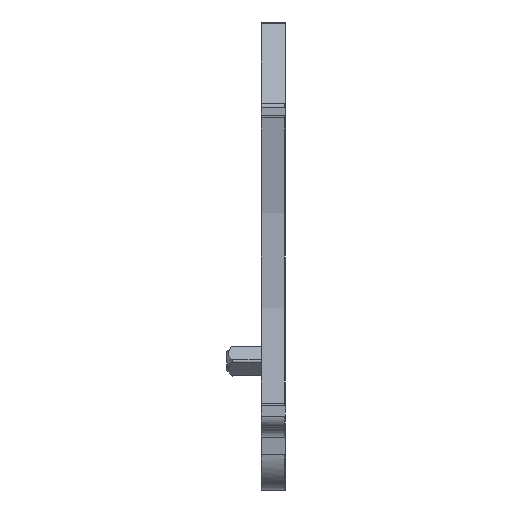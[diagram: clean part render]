
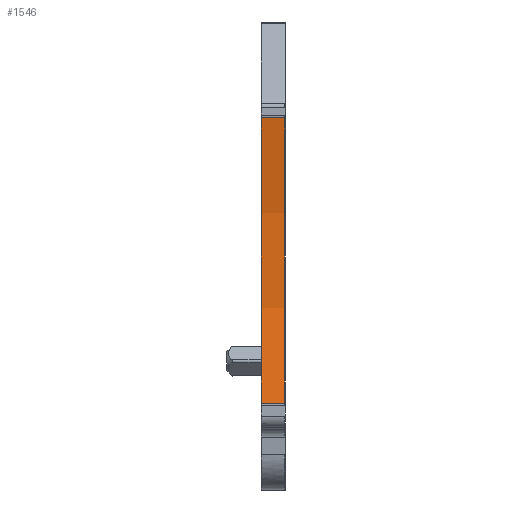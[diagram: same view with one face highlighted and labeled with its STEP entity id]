
A CAD part, front view. The second image highlights one B-rep face of the part: STEP entity #1546.
In plain terms, the highlighted cylindrical face has radius 52.477 mm (diameter 104.953 mm), a partial arc.
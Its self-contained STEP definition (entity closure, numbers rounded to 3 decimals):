
#1226=AXIS2_PLACEMENT_3D('Circle Axis2P3D',#1224,#1225,$) ;
#1533=AXIS2_PLACEMENT_3D('Cylinder Axis2P3D',#1530,#1531,#1532) ;
#896=CARTESIAN_POINT('Vertex',(5.05,0.028,32.199)) ;
#931=CARTESIAN_POINT('Control Point',(5.05,0.028,7.515)) ;
#932=CARTESIAN_POINT('Control Point',(5.05,1.2,12.359)) ;
#933=CARTESIAN_POINT('Control Point',(5.05,1.797,17.342)) ;
#934=CARTESIAN_POINT('Control Point',(5.05,1.797,22.372)) ;
#935=CARTESIAN_POINT('Control Point',(5.05,1.2,27.355)) ;
#936=CARTESIAN_POINT('Control Point',(5.05,0.028,32.199)) ;
#937=CARTESIAN_POINT('Vertex',(5.05,0.028,7.515)) ;
#1221=CARTESIAN_POINT('Vertex',(3.,0.028,7.515)) ;
#1224=CARTESIAN_POINT('Axis2P3D Location',(3.,-50.977,19.857)) ;
#1228=CARTESIAN_POINT('Vertex',(3.,0.028,32.199)) ;
#1518=CARTESIAN_POINT('Line Origine',(4.05,0.028,32.199)) ;
#1530=CARTESIAN_POINT('Axis2P3D Location',(4.05,-50.977,19.857)) ;
#1535=CARTESIAN_POINT('Line Origine',(4.05,0.028,7.515)) ;
#1225=DIRECTION('Axis2P3D Direction',(1.,0.,0.)) ;
#1519=DIRECTION('Vector Direction',(1.,0.,0.)) ;
#1531=DIRECTION('Axis2P3D Direction',(1.,0.,0.)) ;
#1532=DIRECTION('Axis2P3D XDirection',(0.,0.972,-0.235)) ;
#1536=DIRECTION('Vector Direction',(1.,0.,0.)) ;
#1520=VECTOR('Line Direction',#1519,1.) ;
#1537=VECTOR('Line Direction',#1536,1.) ;
#1541=ORIENTED_EDGE('',*,*,#939,.F.) ;
#1542=ORIENTED_EDGE('',*,*,#1522,.F.) ;
#1543=ORIENTED_EDGE('',*,*,#1230,.F.) ;
#1544=ORIENTED_EDGE('',*,*,#1539,.T.) ;
#1546=ADVANCED_FACE('ALEP_4C_2-5',(#1545),#1534,.F.) ;
#930=B_SPLINE_CURVE_WITH_KNOTS('',5,(#931,#932,#933,#934,#935,#936),.UNSPECIFIED.,.F.,.U.,(6,6),(2.688,27.605),.UNSPECIFIED.) ;
#1227=CIRCLE('generated circle',#1226,52.477) ;
#1534=CYLINDRICAL_SURFACE('generated cylinder',#1533,52.477) ;
#939=EDGE_CURVE('',#897,#938,#930,.F.) ;
#1230=EDGE_CURVE('',#1222,#1229,#1227,.T.) ;
#1522=EDGE_CURVE('',#1229,#897,#1521,.T.) ;
#1539=EDGE_CURVE('',#1222,#938,#1538,.T.) ;
#1540=EDGE_LOOP('',(#1541,#1542,#1543,#1544)) ;
#1545=FACE_OUTER_BOUND('',#1540,.T.) ;
#1521=LINE('Line',#1518,#1520) ;
#1538=LINE('Line',#1535,#1537) ;
#897=VERTEX_POINT('',#896) ;
#938=VERTEX_POINT('',#937) ;
#1222=VERTEX_POINT('',#1221) ;
#1229=VERTEX_POINT('',#1228) ;
